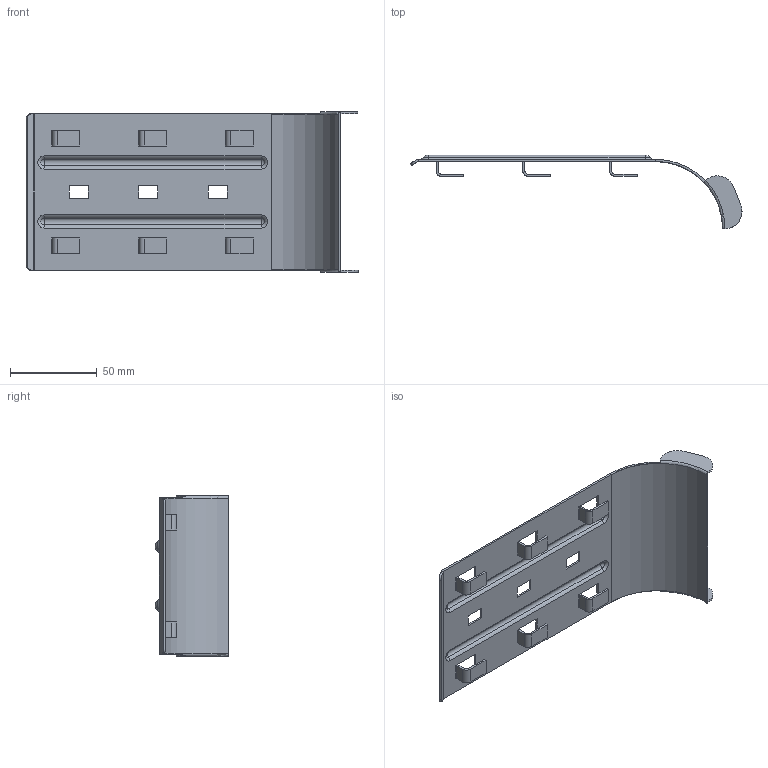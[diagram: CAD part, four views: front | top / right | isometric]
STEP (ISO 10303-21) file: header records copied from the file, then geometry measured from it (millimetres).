
FILE_DESCRIPTION (( 'STEP AP203' ), '1' );
FILE_NAME ('00406522.STEP', '2021-07-08T02:40:55', ( '' ), ( '' ), 'SwSTEP 2.0', 'SolidWorks 2020', '' );
FILE_SCHEMA (( 'CONFIG_CONTROL_DESIGN' ));
Length unit declared in the file: millimetre
Products named in the file (1): 00406522
Bounding box: 191.3 x 42.49 x 92.4 mm (x, y, z)
Volume: 23574 mm3; surface area: 40841.6 mm2
Topology: 1 solids, 1 shells, 161 faces, 423 edges, 268 vertices
Faces by surface type: plane 94, cylinder 47, torus 12, sphere 8
Entity records: 5114 total; most frequent: CARTESIAN_POINT 937, DIRECTION 873, ORIENTED_EDGE 846, EDGE_CURVE 423, AXIS2_PLACEMENT_3D 298, VECTOR 277, LINE 277, VERTEX_POINT 268
